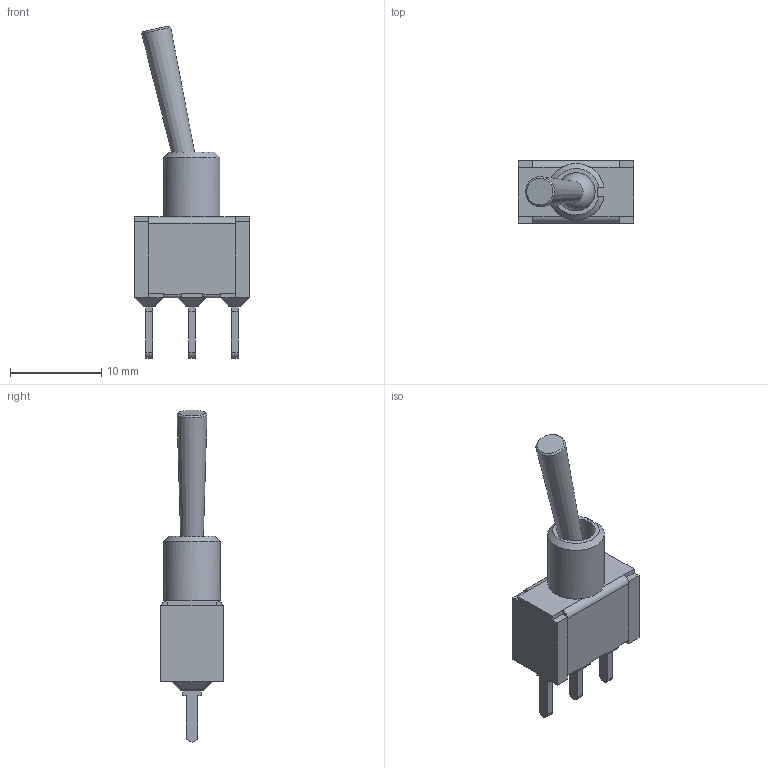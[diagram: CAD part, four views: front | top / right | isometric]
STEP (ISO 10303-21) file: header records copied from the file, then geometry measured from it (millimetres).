
FILE_DESCRIPTION(/* description */ (''),/* implementation_level */ '2;1');
FILE_NAME(/* name */ '100SPxT3B3M2xE.stp',/* time_stamp */ '2026-01-17T14:55:27-06:00',/* author */ ('jmeyers'),/* organization */ (''),/* preprocessor_version */ 'ST-DEVELOPER v18.1',/* originating_system */ 'Autodesk Inventor 2022',/* authorisation */ '');
FILE_SCHEMA (('AUTOMOTIVE_DESIGN { 1 0 10303 214 3 1 1 }'));
Length unit declared in the file: inch
Products named in the file (1): Part7
Bounding box: 12.7 x 6.86 x 36.44 mm (x, y, z)
Volume: 1056.7 mm3; surface area: 1063.4 mm2
Topology: 1 solids, 5 shells, 210 faces, 523 edges, 309 vertices
Faces by surface type: plane 153, cylinder 40, sphere 14, cone 3
Full cylindrical faces by diameter (mm): 4.2 x2
Entity records: 6063 total; most frequent: CARTESIAN_POINT 1052, DIRECTION 1034, ORIENTED_EDGE 1020, EDGE_CURVE 510, LINE 400, VECTOR 400, AXIS2_PLACEMENT_3D 317, VERTEX_POINT 309
